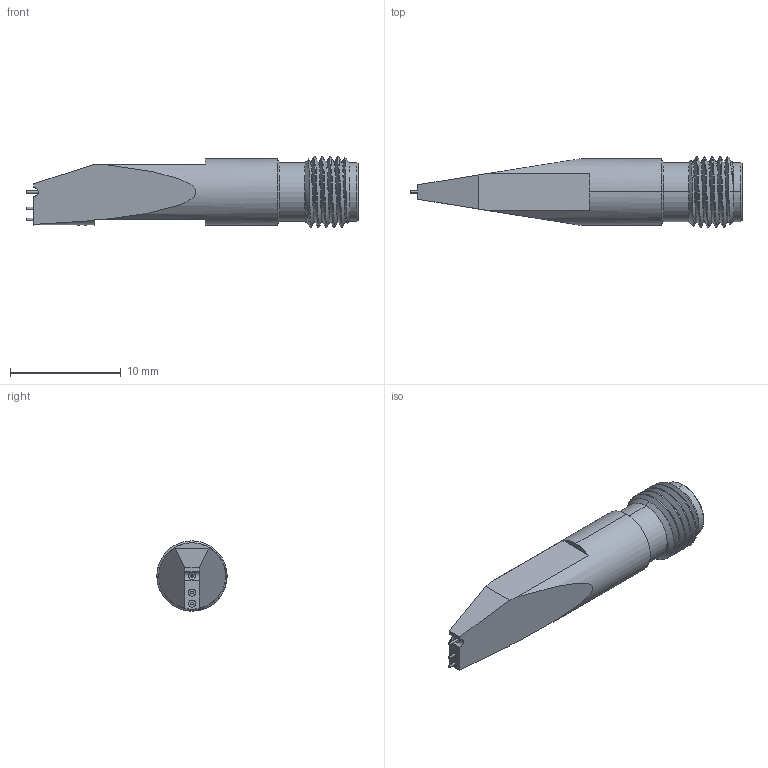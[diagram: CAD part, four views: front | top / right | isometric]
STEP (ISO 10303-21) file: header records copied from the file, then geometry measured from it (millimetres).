
FILE_DESCRIPTION (( 'STEP AP203' ), '1' );
FILE_NAME ('PE2PB1003.step', '2019-04-23T22:34:24', ( '' ), ( '' ), 'SwSTEP 2.0', 'SolidWorks 2018', '' );
FILE_SCHEMA (( 'CONFIG_CONTROL_DESIGN' ));
Length unit declared in the file: inch
Products named in the file (1): PE2PB1003
Bounding box: 30 x 6.35 x 6.35 mm (x, y, z)
Volume: 577.2 mm3; surface area: 683.8 mm2
Topology: 1 solids, 1 shells, 89 faces, 224 edges, 147 vertices
Faces by surface type: plane 35, cylinder 34, cone 15, bspline 5
Entity records: 3833 total; most frequent: CARTESIAN_POINT 1697, ORIENTED_EDGE 448, DIRECTION 411, EDGE_CURVE 224, AXIS2_PLACEMENT_3D 158, VERTEX_POINT 147, EDGE_LOOP 99, VECTOR 95
